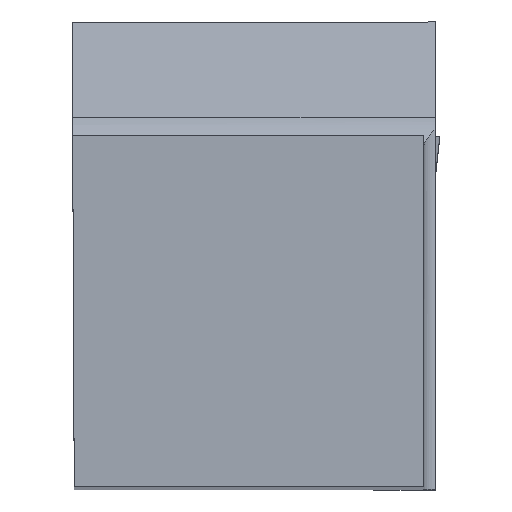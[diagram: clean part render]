
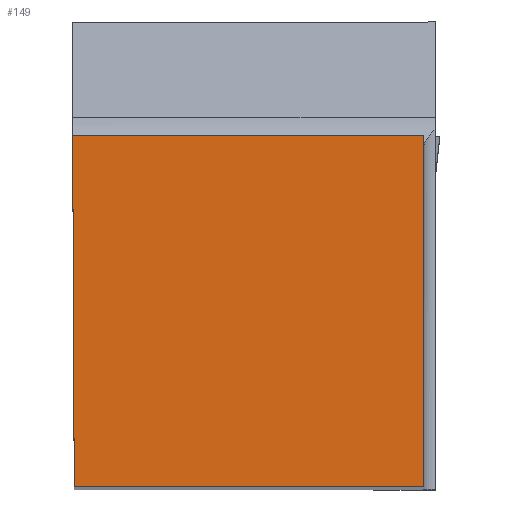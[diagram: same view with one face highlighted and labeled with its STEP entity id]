
A CAD part, top view. The second image highlights one B-rep face of the part: STEP entity #149.
In plain terms, the highlighted planar face has unit normal (0, 0, 1).
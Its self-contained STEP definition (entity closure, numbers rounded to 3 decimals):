
#149=ADVANCED_FACE('CU_BACK_SU1',(#261),#209,.F.);
#209=PLANE('',#1418);
#261=FACE_OUTER_BOUND('',#324,.T.);
#324=EDGE_LOOP('',(#520,#521,#522,#523));
#520=ORIENTED_EDGE('',*,*,#908,.T.);
#521=ORIENTED_EDGE('',*,*,#948,.F.);
#522=ORIENTED_EDGE('',*,*,#921,.T.);
#523=ORIENTED_EDGE('',*,*,#911,.T.);
#784=VERTEX_POINT('',#1906);
#785=VERTEX_POINT('',#1908);
#787=VERTEX_POINT('',#1914);
#795=VERTEX_POINT('',#1933);
#908=EDGE_CURVE('',#785,#784,#1076,.T.);
#911=EDGE_CURVE('',#787,#785,#1079,.T.);
#921=EDGE_CURVE('',#795,#787,#1087,.T.);
#948=EDGE_CURVE('',#795,#784,#1110,.T.);
#1076=LINE('',#1907,#1218);
#1079=LINE('',#1913,#1221);
#1087=LINE('',#1932,#1229);
#1110=LINE('',#2012,#1252);
#1218=VECTOR('',#1550,1.);
#1221=VECTOR('',#1555,1.);
#1229=VECTOR('',#1569,1.);
#1252=VECTOR('',#1622,1.);
#1418=AXIS2_PLACEMENT_3D('',#2013,#1623,#1624);
#1550=DIRECTION('',(1.,0.,0.));
#1555=DIRECTION('',(0.004,-1.,0.));
#1569=DIRECTION('',(-1.,0.,0.));
#1622=DIRECTION('',(0.,-1.,0.));
#1623=DIRECTION('',(0.,0.,-1.));
#1624=DIRECTION('',(0.,-1.,0.));
#1906=CARTESIAN_POINT('',(24.875,0.,0.));
#1907=CARTESIAN_POINT('',(-23.244,0.,0.));
#1908=CARTESIAN_POINT('',(0.109,0.,0.));
#1913=CARTESIAN_POINT('',(-0.088,44.976,0.));
#1914=CARTESIAN_POINT('',(0.,24.875,0.));
#1932=CARTESIAN_POINT('',(-23.244,24.875,0.));
#1933=CARTESIAN_POINT('',(24.875,24.875,0.));
#2012=CARTESIAN_POINT('',(24.875,44.875,0.));
#2013=CARTESIAN_POINT('',(-23.244,44.875,0.));
